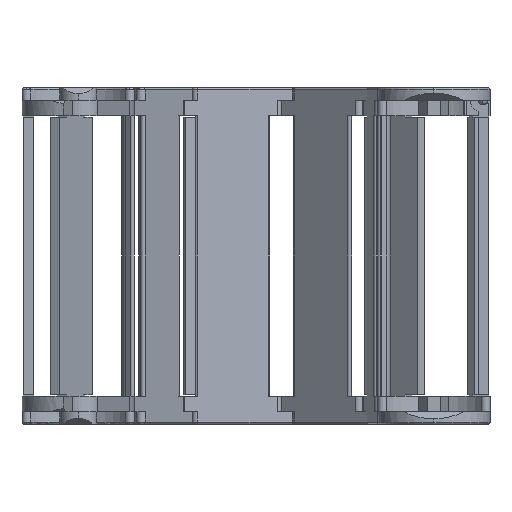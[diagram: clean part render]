
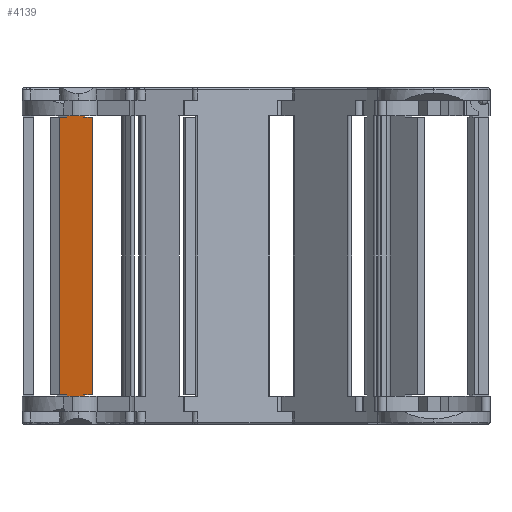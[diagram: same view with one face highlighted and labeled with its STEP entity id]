
A CAD part, left-side view. The second image highlights one B-rep face of the part: STEP entity #4139.
In plain terms, the highlighted face is planar.
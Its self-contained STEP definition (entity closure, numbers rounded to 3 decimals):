
#2 = VECTOR ( 'NONE', #2835, 1000. ) ;
#98 = ORIENTED_EDGE ( 'NONE', *, *, #4396, .T. ) ;
#123 = CARTESIAN_POINT ( 'NONE',  ( 20.512, -9.5, 2.4 ) ) ;
#129 = EDGE_CURVE ( 'NONE', #4204, #1078, #1990, .T. ) ;
#169 = LINE ( 'NONE', #815, #2 ) ;
#177 = EDGE_CURVE ( 'NONE', #4192, #3129, #3049, .T. ) ;
#204 = CARTESIAN_POINT ( 'NONE',  ( 20.55, -9.5, 65.7 ) ) ;
#237 = VERTEX_POINT ( 'NONE', #2326 ) ;
#264 = EDGE_CURVE ( 'NONE', #3038, #237, #819, .T. ) ;
#294 = DIRECTION ( 'NONE',  ( -1., 0., 0. ) ) ;
#331 = EDGE_CURVE ( 'NONE', #1219, #1078, #370, .T. ) ;
#370 = LINE ( 'NONE', #2409, #3889 ) ;
#373 = CARTESIAN_POINT ( 'NONE',  ( 24., -9.5, 66.792 ) ) ;
#400 = LINE ( 'NONE', #2611, #3176 ) ;
#655 = ORIENTED_EDGE ( 'NONE', *, *, #2475, .F. ) ;
#815 = CARTESIAN_POINT ( 'NONE',  ( 12.45, -9.5, 25.4 ) ) ;
#819 = LINE ( 'NONE', #4098, #4103 ) ;
#859 = LINE ( 'NONE', #1735, #2882 ) ;
#884 = LINE ( 'NONE', #1677, #2744 ) ;
#900 = CARTESIAN_POINT ( 'NONE',  ( 12.488, -9.5, 6.3 ) ) ;
#904 = LINE ( 'NONE', #373, #3975 ) ;
#912 = ORIENTED_EDGE ( 'NONE', *, *, #1989, .F. ) ;
#1073 = LINE ( 'NONE', #2235, #2883 ) ;
#1078 = VERTEX_POINT ( 'NONE', #900 ) ;
#1102 = DIRECTION ( 'NONE',  ( -1., 0., 0. ) ) ;
#1116 = VECTOR ( 'NONE', #1627, 1000. ) ;
#1136 = DIRECTION ( 'NONE',  ( 0., 0., -1. ) ) ;
#1200 = CARTESIAN_POINT ( 'NONE',  ( 24., -9.5, 6.3 ) ) ;
#1207 = FACE_OUTER_BOUND ( 'NONE', #3061, .T. ) ;
#1219 = VERTEX_POINT ( 'NONE', #3030 ) ;
#1239 = VERTEX_POINT ( 'NONE', #4067 ) ;
#1259 = EDGE_CURVE ( 'NONE', #2879, #2578, #859, .T. ) ;
#1286 = LINE ( 'NONE', #2964, #1116 ) ;
#1320 = DIRECTION ( 'NONE',  ( -1., 0., 0. ) ) ;
#1360 = DIRECTION ( 'NONE',  ( -1., 0., 0. ) ) ;
#1627 = DIRECTION ( 'NONE',  ( 0., 0., -1. ) ) ;
#1677 = CARTESIAN_POINT ( 'NONE',  ( 24., -9.5, 2.4 ) ) ;
#1702 = ORIENTED_EDGE ( 'NONE', *, *, #2191, .T. ) ;
#1735 = CARTESIAN_POINT ( 'NONE',  ( 20.512, -9.5, 2.4 ) ) ;
#1744 = ORIENTED_EDGE ( 'NONE', *, *, #331, .F. ) ;
#1765 = ORIENTED_EDGE ( 'NONE', *, *, #2692, .F. ) ;
#1780 = VECTOR ( 'NONE', #3361, 1000. ) ;
#1784 = AXIS2_PLACEMENT_3D ( 'NONE', #1940, #4034, #1320 ) ;
#1839 = CARTESIAN_POINT ( 'NONE',  ( 12.45, -9.5, 66.792 ) ) ;
#1940 = CARTESIAN_POINT ( 'NONE',  ( 24., -9.5, 2.4 ) ) ;
#1958 = ORIENTED_EDGE ( 'NONE', *, *, #177, .T. ) ;
#1984 = CARTESIAN_POINT ( 'NONE',  ( 12.488, -9.5, 2.4 ) ) ;
#1989 = EDGE_CURVE ( 'NONE', #1239, #3129, #1073, .T. ) ;
#1990 = LINE ( 'NONE', #2001, #1780 ) ;
#2001 = CARTESIAN_POINT ( 'NONE',  ( 12.488, -9.5, 2.4 ) ) ;
#2039 = CARTESIAN_POINT ( 'NONE',  ( 20.55, -9.5, 66.792 ) ) ;
#2191 = EDGE_CURVE ( 'NONE', #1239, #3630, #1286, .T. ) ;
#2221 = DIRECTION ( 'NONE',  ( -1., 0., 0. ) ) ;
#2235 = CARTESIAN_POINT ( 'NONE',  ( 24., -9.5, 65.7 ) ) ;
#2243 = ORIENTED_EDGE ( 'NONE', *, *, #4341, .F. ) ;
#2308 = CARTESIAN_POINT ( 'NONE',  ( 20.55, -9.5, 25.4 ) ) ;
#2326 = CARTESIAN_POINT ( 'NONE',  ( 9., -9.5, 65.7 ) ) ;
#2409 = CARTESIAN_POINT ( 'NONE',  ( 24., -9.5, 6.3 ) ) ;
#2475 = EDGE_CURVE ( 'NONE', #4192, #3022, #904, .T. ) ;
#2578 = VERTEX_POINT ( 'NONE', #123 ) ;
#2611 = CARTESIAN_POINT ( 'NONE',  ( 9., -9.5, 6. ) ) ;
#2632 = ORIENTED_EDGE ( 'NONE', *, *, #1259, .T. ) ;
#2667 = DIRECTION ( 'NONE',  ( 0., 0., -1. ) ) ;
#2692 = EDGE_CURVE ( 'NONE', #237, #1219, #400, .T. ) ;
#2744 = VECTOR ( 'NONE', #294, 1000. ) ;
#2835 = DIRECTION ( 'NONE',  ( 0., 0., 1. ) ) ;
#2879 = VERTEX_POINT ( 'NONE', #3147 ) ;
#2882 = VECTOR ( 'NONE', #1136, 1000. ) ;
#2883 = VECTOR ( 'NONE', #2221, 1000. ) ;
#2950 = DIRECTION ( 'NONE',  ( 0., 0., -1. ) ) ;
#2964 = CARTESIAN_POINT ( 'NONE',  ( 24., -9.5, 6. ) ) ;
#3022 = VERTEX_POINT ( 'NONE', #1839 ) ;
#3030 = CARTESIAN_POINT ( 'NONE',  ( 9., -9.5, 6.3 ) ) ;
#3038 = VERTEX_POINT ( 'NONE', #3843 ) ;
#3049 = LINE ( 'NONE', #2308, #3941 ) ;
#3061 = EDGE_LOOP ( 'NONE', ( #1765, #3985, #98, #655, #1958, #912, #1702, #2243, #2632, #3084, #4083, #1744 ) ) ;
#3084 = ORIENTED_EDGE ( 'NONE', *, *, #4194, .T. ) ;
#3129 = VERTEX_POINT ( 'NONE', #204 ) ;
#3147 = CARTESIAN_POINT ( 'NONE',  ( 20.512, -9.5, 6.3 ) ) ;
#3176 = VECTOR ( 'NONE', #2950, 1000. ) ;
#3361 = DIRECTION ( 'NONE',  ( 0., 0., 1. ) ) ;
#3392 = CARTESIAN_POINT ( 'NONE',  ( 24., -9.5, 6.3 ) ) ;
#3621 = PLANE ( 'NONE',  #1784 ) ;
#3630 = VERTEX_POINT ( 'NONE', #1200 ) ;
#3843 = CARTESIAN_POINT ( 'NONE',  ( 12.45, -9.5, 65.7 ) ) ;
#3889 = VECTOR ( 'NONE', #4081, 1000. ) ;
#3941 = VECTOR ( 'NONE', #2667, 1000. ) ;
#3975 = VECTOR ( 'NONE', #1102, 1000. ) ;
#3985 = ORIENTED_EDGE ( 'NONE', *, *, #264, .F. ) ;
#4034 = DIRECTION ( 'NONE',  ( 0., 1., 0. ) ) ;
#4067 = CARTESIAN_POINT ( 'NONE',  ( 24., -9.5, 65.7 ) ) ;
#4081 = DIRECTION ( 'NONE',  ( 1., 0., 0. ) ) ;
#4083 = ORIENTED_EDGE ( 'NONE', *, *, #129, .T. ) ;
#4098 = CARTESIAN_POINT ( 'NONE',  ( 24., -9.5, 65.7 ) ) ;
#4103 = VECTOR ( 'NONE', #1360, 1000. ) ;
#4139 = ADVANCED_FACE ( 'NONE', ( #1207 ), #3621, .T. ) ;
#4173 = LINE ( 'NONE', #3392, #4391 ) ;
#4192 = VERTEX_POINT ( 'NONE', #2039 ) ;
#4194 = EDGE_CURVE ( 'NONE', #2578, #4204, #884, .T. ) ;
#4204 = VERTEX_POINT ( 'NONE', #1984 ) ;
#4341 = EDGE_CURVE ( 'NONE', #2879, #3630, #4173, .T. ) ;
#4391 = VECTOR ( 'NONE', #4425, 1000. ) ;
#4396 = EDGE_CURVE ( 'NONE', #3038, #3022, #169, .T. ) ;
#4425 = DIRECTION ( 'NONE',  ( 1., 0., 0. ) ) ;
